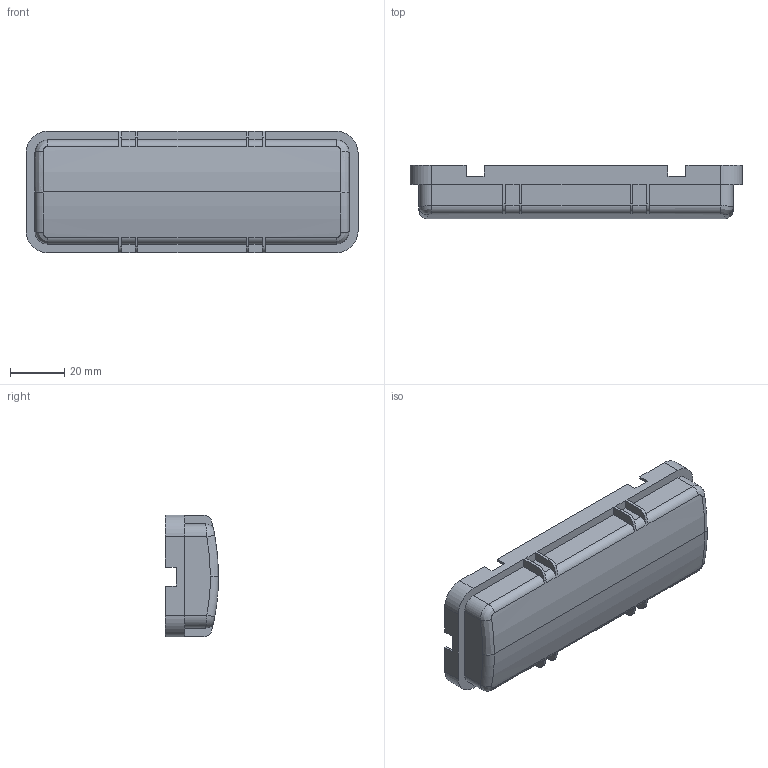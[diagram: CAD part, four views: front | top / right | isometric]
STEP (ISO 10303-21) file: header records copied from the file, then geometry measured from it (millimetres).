
FILE_DESCRIPTION(('Creo Elements/Direct Modeling STEP Export'),'2;1');
FILE_NAME('CHCP_24.stp','2013-09-24T 8:38:34',(''),(''),'Creo Elements/Direct Modeling STEP processor for AP214 (Solid Model)','Creo Elements/Direct Modeling 18.0B 02-Dec-2011 (C) Parametric Technology GmbH','');
FILE_SCHEMA(('AUTOMOTIVE_DESIGN { 1 0 10303 214 1 1 1 1 }'));
Length unit declared in the file: millimetre
Products named in the file (2): CHCP_24
Assembly tree (1 placements, depth 2):
  CHCP_24
    CHCP_24
Bounding box: 122 x 19.5 x 44.8 mm (x, y, z)
Volume: 10593.8 mm3; surface area: 21204.6 mm2
Topology: 1 solids, 1 shells, 185 faces, 508 edges, 332 vertices
Faces by surface type: plane 104, cylinder 64, bspline 15, torus 2
Entity records: 10423 total; most frequent: CARTESIAN_POINT 5927, ORIENTED_EDGE 1016, DIRECTION 819, EDGE_CURVE 508, VERTEX_POINT 332, VECTOR 287, LINE 287, AXIS2_PLACEMENT_3D 266
